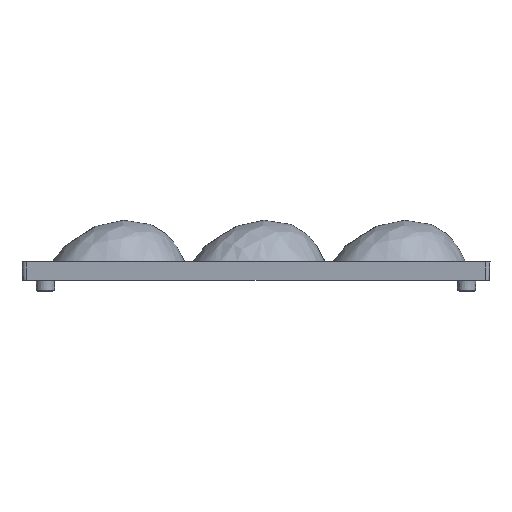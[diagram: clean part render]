
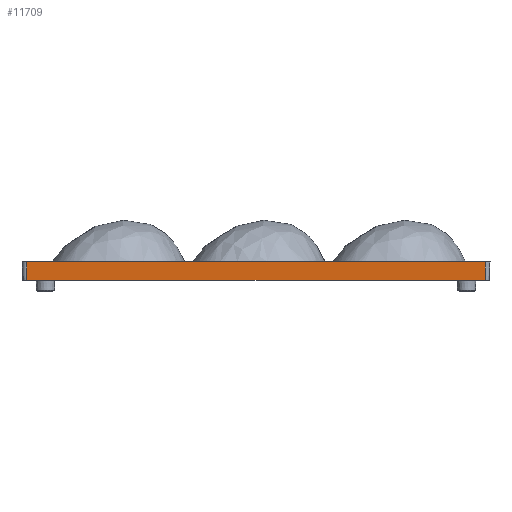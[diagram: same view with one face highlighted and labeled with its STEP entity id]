
A CAD part, front view. The second image highlights one B-rep face of the part: STEP entity #11709.
In plain terms, the highlighted planar face has unit normal (0, -0.999, -0.052).
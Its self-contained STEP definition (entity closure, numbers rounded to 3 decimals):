
#225 = ORIENTED_EDGE ( 'NONE', *, *, #10609, .T. ) ;
#737 = LINE ( 'NONE', #13059, #12084 ) ;
#806 = CARTESIAN_POINT ( 'NONE',  ( 39.5, -11., 2. ) ) ;
#1129 = VECTOR ( 'NONE', #7163, 1000. ) ;
#1333 = VERTEX_POINT ( 'NONE', #7393 ) ;
#1867 = FACE_OUTER_BOUND ( 'NONE', #5292, .T. ) ;
#2517 = CARTESIAN_POINT ( 'NONE',  ( 27.7, -10.895, 0. ) ) ;
#3526 = LINE ( 'NONE', #2517, #5869 ) ;
#3713 = VERTEX_POINT ( 'NONE', #9737 ) ;
#3838 = DIRECTION ( 'NONE',  ( 0., 0.052, -0.999 ) ) ;
#3955 = PLANE ( 'NONE',  #5347 ) ;
#3989 = DIRECTION ( 'NONE',  ( -1., 0., 0. ) ) ;
#4175 = ORIENTED_EDGE ( 'NONE', *, *, #7591, .T. ) ;
#5036 = DIRECTION ( 'NONE',  ( 0., -0.999, -0.052 ) ) ;
#5292 = EDGE_LOOP ( 'NONE', ( #4175, #6331, #225, #10297 ) ) ;
#5347 = AXIS2_PLACEMENT_3D ( 'NONE', #5984, #5036, #13309 ) ;
#5869 = VECTOR ( 'NONE', #6634, 1000. ) ;
#5984 = CARTESIAN_POINT ( 'NONE',  ( 15., -11., 2. ) ) ;
#6331 = ORIENTED_EDGE ( 'NONE', *, *, #10136, .F. ) ;
#6634 = DIRECTION ( 'NONE',  ( -1., 0., 0. ) ) ;
#6890 = LINE ( 'NONE', #12139, #10152 ) ;
#7163 = DIRECTION ( 'NONE',  ( 0., -0.052, 0.999 ) ) ;
#7393 = CARTESIAN_POINT ( 'NONE',  ( 39.5, -10.895, 0. ) ) ;
#7591 = EDGE_CURVE ( 'NONE', #10511, #3713, #737, .T. ) ;
#9107 = LINE ( 'NONE', #12267, #1129 ) ;
#9737 = CARTESIAN_POINT ( 'NONE',  ( -9.5, -10.895, 0. ) ) ;
#10136 = EDGE_CURVE ( 'NONE', #1333, #3713, #3526, .T. ) ;
#10152 = VECTOR ( 'NONE', #3989, 1000. ) ;
#10297 = ORIENTED_EDGE ( 'NONE', *, *, #10638, .T. ) ;
#10511 = VERTEX_POINT ( 'NONE', #12001 ) ;
#10609 = EDGE_CURVE ( 'NONE', #1333, #12859, #9107, .T. ) ;
#10638 = EDGE_CURVE ( 'NONE', #12859, #10511, #6890, .T. ) ;
#11709 = ADVANCED_FACE ( 'NONE', ( #1867 ), #3955, .T. ) ;
#12001 = CARTESIAN_POINT ( 'NONE',  ( -9.5, -11., 2. ) ) ;
#12084 = VECTOR ( 'NONE', #3838, 1000. ) ;
#12139 = CARTESIAN_POINT ( 'NONE',  ( 15., -11., 2. ) ) ;
#12267 = CARTESIAN_POINT ( 'NONE',  ( 39.5, -11., 2. ) ) ;
#12859 = VERTEX_POINT ( 'NONE', #806 ) ;
#13059 = CARTESIAN_POINT ( 'NONE',  ( -9.5, -11., 2. ) ) ;
#13309 = DIRECTION ( 'NONE',  ( 0., 0.052, -0.999 ) ) ;
